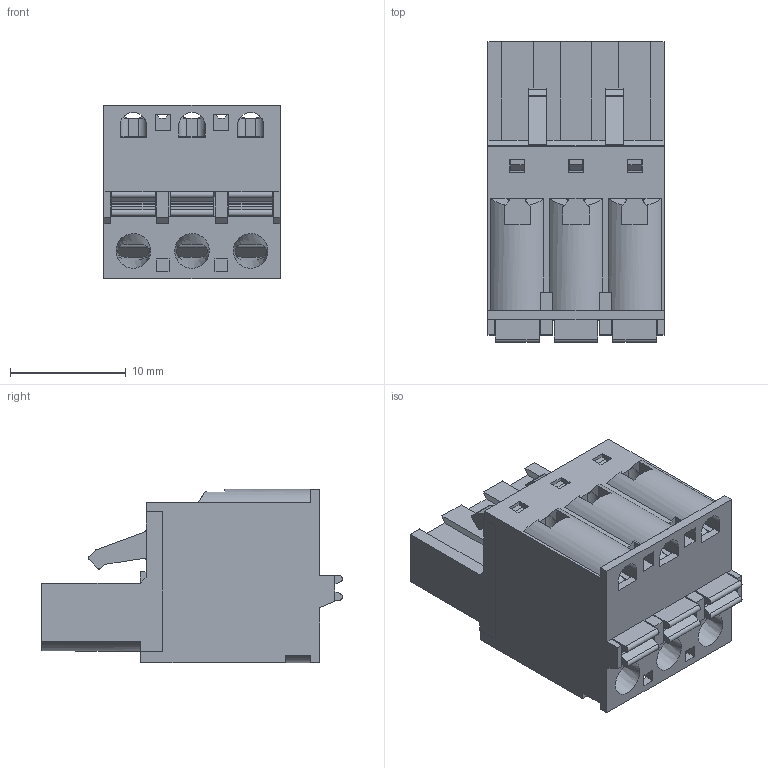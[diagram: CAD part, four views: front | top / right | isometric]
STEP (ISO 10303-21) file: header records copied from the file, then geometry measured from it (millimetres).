
FILE_DESCRIPTION(/* description */ ('Unknown'),/* implementation_level */ '2;1');
FILE_NAME(/* name */ '691353500003',/* time_stamp */ '2022-01-18T15:34:40+01:00',/* author */ ('Unknown'),/* organization */ ('Unknown'),/* preprocessor_version */ 'ST-DEVELOPER v16.7',/* originating_system */ 'Solid Edge',/* authorisation */ 'Unknown');
FILE_SCHEMA (('AUTOMOTIVE_DESIGN {1 0 10303 214 3 1 1}'));
Length unit declared in the file: millimetre
Products named in the file (6): 6913535000xx; 691353500003; 691353500003_BAS; 6913535000xx_LANGUETTE; 6913535000xx_PIN; 6913535000xx_BOUTON
Assembly tree (11 placements, depth 2):
  6913535000xx
    691353500003
    691353500003_BAS
    6913535000xx_LANGUETTE  x3
    6913535000xx_PIN  x3
    6913535000xx_BOUTON  x3
Bounding box: 15.24 x 26.05 x 15 mm (x, y, z)
Volume: 2441.9 mm3; surface area: 6408.2 mm2
Topology: 11 solids, 11 shells, 853 faces, 2426 edges, 1583 vertices
Faces by surface type: plane 662, cylinder 179, bspline 9, cone 3
Full cylindrical faces by diameter (mm): 1.5 x3, 3 x3
Entity records: 18834 total; most frequent: CARTESIAN_POINT 3695, ORIENTED_EDGE 3216, DIRECTION 2961, EDGE_CURVE 1608, LINE 1371, VECTOR 1371, VERTEX_POINT 1057, AXIS2_PLACEMENT_3D 795
